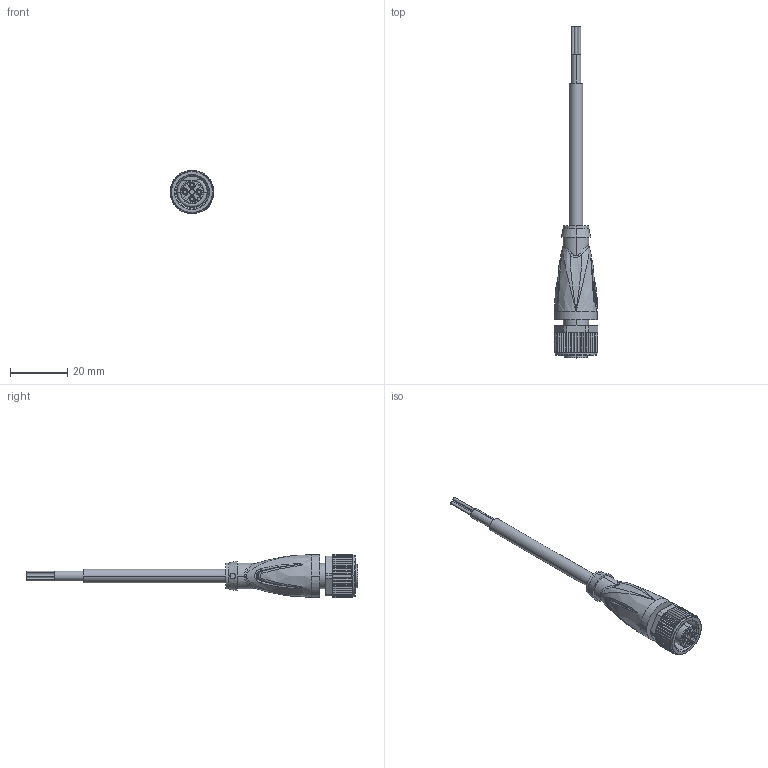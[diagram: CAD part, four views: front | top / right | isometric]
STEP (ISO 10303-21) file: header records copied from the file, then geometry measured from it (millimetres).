
FILE_DESCRIPTION(('STEP AP214'),'1');
FILE_NAME('cctmp_0D97A7C7-BCB7-4B1C-8BED-245FBCB44588_2022_04_27_10_35_42_0606..stp','2022-04-27T08:35:46',('KiM GmbH'),('CADClick - www.CADClick.com'),'Spatial InterOp 3D postprocessed',' ','unknown authorization');
FILE_SCHEMA(('AUTOMOTIVE_DESIGN'));
Length unit declared in the file: millimetre
Products named in the file (7): T197119_1; Connection2; Cable; Connection1; Connection1_2; Connection1_1; T197119
Assembly tree (6 placements, depth 4):
  T197119
    T197119_1
      Connection2
      Cable
      Connection1
        Connection1_2
        Connection1_1
Bounding box: 15.4 x 116.4 x 15.37 mm (x, y, z)
Volume: 6713.5 mm3; surface area: 5267 mm2
Topology: 10 solids, 30 shells, 1080 faces, 2748 edges, 1731 vertices
Faces by surface type: plane 506, cylinder 230, torus 167, bspline 113, cone 64
Entity records: 52560 total; most frequent: CARTESIAN_POINT 23504, ORIENTED_EDGE 5432, DIRECTION 5225, EDGE_CURVE 2738, AXIS2_PLACEMENT_3D 1925, VERTEX_POINT 1731, LINE 1375, VECTOR 1375
